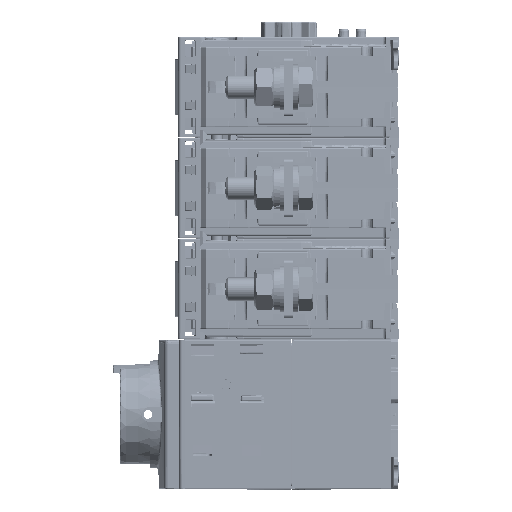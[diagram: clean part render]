
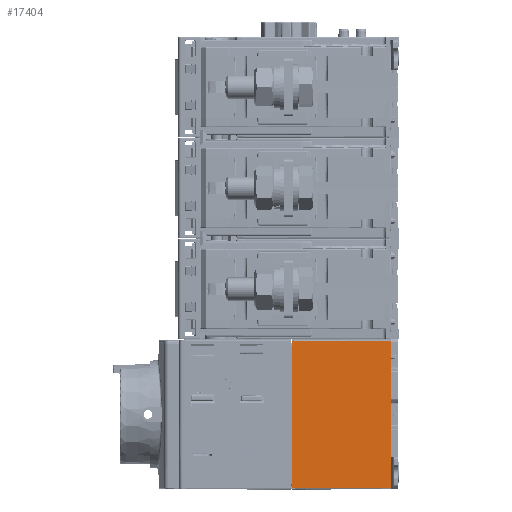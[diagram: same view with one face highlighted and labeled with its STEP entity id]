
A CAD part, left-side view. The second image highlights one B-rep face of the part: STEP entity #17404.
In plain terms, the highlighted planar face has unit normal (-1, 0, 0).
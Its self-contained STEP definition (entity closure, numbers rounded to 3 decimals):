
#17404=ADVANCED_FACE('',(#27898),#23734,.T.);
#23734=PLANE('',#142747);
#27898=FACE_OUTER_BOUND('',#34951,.T.);
#34951=EDGE_LOOP('',(#50838,#50839,#50840,#50841,#50842,#50843,#50844,#50845));
#50838=ORIENTED_EDGE('',*,*,#98336,.T.);
#50839=ORIENTED_EDGE('',*,*,#99410,.T.);
#50840=ORIENTED_EDGE('',*,*,#98521,.T.);
#50841=ORIENTED_EDGE('',*,*,#98510,.T.);
#50842=ORIENTED_EDGE('',*,*,#98169,.T.);
#50843=ORIENTED_EDGE('',*,*,#99027,.T.);
#50844=ORIENTED_EDGE('',*,*,#99411,.T.);
#50845=ORIENTED_EDGE('',*,*,#97254,.T.);
#81763=VERTEX_POINT('',#204390);
#81764=VERTEX_POINT('',#204393);
#82585=VERTEX_POINT('',#206342);
#82586=VERTEX_POINT('',#206344);
#82688=VERTEX_POINT('',#206662);
#82773=VERTEX_POINT('',#207008);
#82776=VERTEX_POINT('',#207024);
#83065=VERTEX_POINT('',#208324);
#97254=EDGE_CURVE('',#81763,#81764,#116936,.T.);
#98169=EDGE_CURVE('',#82586,#82585,#117552,.T.);
#98336=EDGE_CURVE('',#81764,#82688,#117690,.T.);
#98510=EDGE_CURVE('',#82773,#82586,#117842,.T.);
#98521=EDGE_CURVE('',#82776,#82773,#117851,.T.);
#99027=EDGE_CURVE('',#82585,#83065,#118135,.T.);
#99410=EDGE_CURVE('',#82688,#82776,#118263,.T.);
#99411=EDGE_CURVE('',#83065,#81763,#118264,.T.);
#116936=LINE('',#204394,#129018);
#117552=LINE('',#206343,#129634);
#117690=LINE('',#206661,#129772);
#117842=LINE('',#207007,#129924);
#117851=LINE('',#207029,#129933);
#118135=LINE('',#208325,#130217);
#118263=LINE('',#210212,#130345);
#118264=LINE('',#210214,#130346);
#129018=VECTOR('',#158506,1.);
#129634=VECTOR('',#159886,1.);
#129772=VECTOR('',#160180,1.);
#129924=VECTOR('',#160550,1.);
#129933=VECTOR('',#160577,1.);
#130217=VECTOR('',#161675,1.);
#130345=VECTOR('',#162361,1.);
#130346=VECTOR('',#162364,1.);
#142747=AXIS2_PLACEMENT_3D('',#210215,#162365,#162366);
#158506=DIRECTION('',(0.,-1.,0.));
#159886=DIRECTION('',(0.,0.,1.));
#160180=DIRECTION('',(0.,0.,1.));
#160550=DIRECTION('',(0.,0.,1.));
#160577=DIRECTION('',(0.,0.,1.));
#161675=DIRECTION('',(0.,1.,0.));
#162361=DIRECTION('',(0.,0.,1.));
#162364=DIRECTION('',(0.,0.,-1.));
#162365=DIRECTION('',(-1.,0.,0.));
#162366=DIRECTION('',(0.,1.,0.));
#204390=CARTESIAN_POINT('',(-48.12,38.351,103.019));
#204393=CARTESIAN_POINT('',(-48.12,4.051,103.019));
#204394=CARTESIAN_POINT('',(-48.12,4.051,103.019));
#206342=CARTESIAN_POINT('',(-48.12,4.051,154.019));
#206343=CARTESIAN_POINT('',(-48.12,4.051,142.019));
#206344=CARTESIAN_POINT('',(-48.12,4.051,142.019));
#206661=CARTESIAN_POINT('',(-48.12,4.051,103.019));
#206662=CARTESIAN_POINT('',(-48.12,4.051,115.019));
#207007=CARTESIAN_POINT('',(-48.12,4.051,135.019));
#207008=CARTESIAN_POINT('',(-48.12,4.051,135.019));
#207024=CARTESIAN_POINT('',(-48.12,4.051,122.019));
#207029=CARTESIAN_POINT('',(-48.12,4.051,122.019));
#208324=CARTESIAN_POINT('',(-48.12,38.351,154.019));
#208325=CARTESIAN_POINT('',(-48.12,4.051,154.019));
#210212=CARTESIAN_POINT('',(-48.12,4.051,115.019));
#210214=CARTESIAN_POINT('',(-48.12,38.351,154.019));
#210215=CARTESIAN_POINT('',(-48.12,6.351,102.519));
